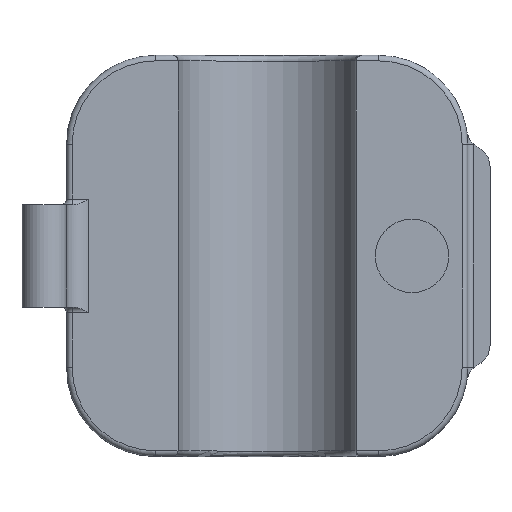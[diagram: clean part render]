
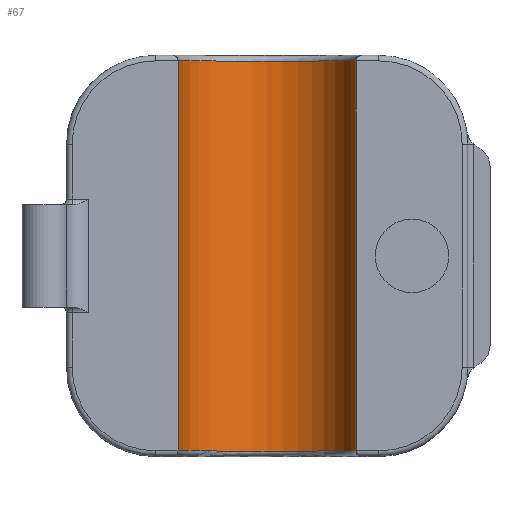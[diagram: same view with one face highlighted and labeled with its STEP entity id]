
A CAD part, top view. The second image highlights one B-rep face of the part: STEP entity #67.
In plain terms, the highlighted cylindrical face has radius 4 mm (diameter 8 mm), a partial arc.
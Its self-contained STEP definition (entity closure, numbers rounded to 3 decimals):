
#67=ADVANCED_FACE('',(#220),#222,.F.);
#220=FACE_BOUND('',#221,.T.);
#221=EDGE_LOOP('',(#688,#689,#690,#691));
#222=CYLINDRICAL_SURFACE('',#223,4.);
#223=AXIS2_PLACEMENT_3D('',#224,#225,#226);
#224=CARTESIAN_POINT('',(0.,-10.,8.));
#225=DIRECTION('',(0.,1.,0.));
#226=DIRECTION('',(1.,0.,0.));
#688=ORIENTED_EDGE('',*,*,#974,.F.);
#689=ORIENTED_EDGE('',*,*,#951,.F.);
#690=ORIENTED_EDGE('',*,*,#975,.F.);
#691=ORIENTED_EDGE('',*,*,#976,.F.);
#951=EDGE_CURVE('',#1140,#1131,#1142,.F.);
#974=EDGE_CURVE('',#1131,#1180,#1181,.T.);
#975=EDGE_CURVE('',#1182,#1140,#1183,.F.);
#976=EDGE_CURVE('',#1180,#1182,#1184,.T.);
#1131=VERTEX_POINT('',#1474);
#1140=VERTEX_POINT('',#1493);
#1142=LINE('',#1497,#1498);
#1180=VERTEX_POINT('',#1588);
#1181=CIRCLE('',#1589,4.);
#1182=VERTEX_POINT('',#1593);
#1183=CIRCLE('',#1594,4.);
#1184=LINE('',#1598,#1599);
#1474=CARTESIAN_POINT('',(4.,-8.75,8.));
#1493=CARTESIAN_POINT('',(4.,8.75,8.));
#1497=CARTESIAN_POINT('',(4.,-8.75,8.));
#1498=VECTOR('',#1499,1.);
#1499=DIRECTION('',(0.,1.,0.));
#1588=CARTESIAN_POINT('',(-4.,-8.75,8.));
#1589=AXIS2_PLACEMENT_3D('',#1590,#1591,#1592);
#1590=CARTESIAN_POINT('',(0.,-8.75,8.));
#1591=DIRECTION('',(0.,1.,0.));
#1592=DIRECTION('',(1.,0.,0.));
#1593=CARTESIAN_POINT('',(-4.,8.75,8.));
#1594=AXIS2_PLACEMENT_3D('',#1595,#1596,#1597);
#1595=CARTESIAN_POINT('',(0.,8.75,8.));
#1596=DIRECTION('',(0.,1.,0.));
#1597=DIRECTION('',(1.,0.,0.));
#1598=CARTESIAN_POINT('',(-4.,-8.75,8.));
#1599=VECTOR('',#1600,1.);
#1600=DIRECTION('',(0.,1.,0.));
